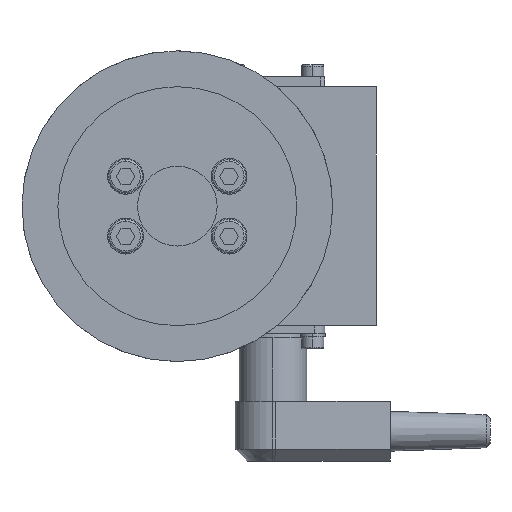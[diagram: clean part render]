
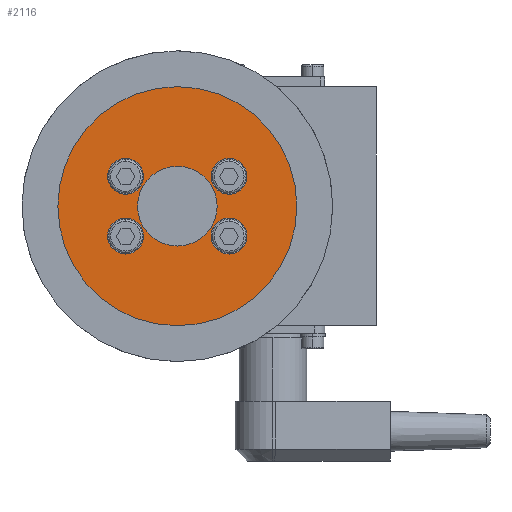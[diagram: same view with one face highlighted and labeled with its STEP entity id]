
A CAD part, left-side view. The second image highlights one B-rep face of the part: STEP entity #2116.
In plain terms, the highlighted planar face has unit normal (-1, 0, 0).
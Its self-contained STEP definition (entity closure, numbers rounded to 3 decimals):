
#524 = DIRECTION ( 'NONE',  ( -1., 0., 0. ) ) ;
#792 = CIRCLE ( 'NONE', #11574, 4.5 ) ;
#960 = CARTESIAN_POINT ( 'NONE',  ( 0., 0., 0. ) ) ;
#1046 = DIRECTION ( 'NONE',  ( 0., 0., 1. ) ) ;
#1677 = VERTEX_POINT ( 'NONE', #3111 ) ;
#1678 = ORIENTED_EDGE ( 'NONE', *, *, #8089, .F. ) ;
#1707 = EDGE_CURVE ( 'NONE', #3735, #8479, #6243, .T. ) ;
#1752 = CIRCLE ( 'NONE', #5168, 10. ) ;
#1759 = CARTESIAN_POINT ( 'NONE',  ( 0., -12.99, -7.5 ) ) ;
#1857 = CARTESIAN_POINT ( 'NONE',  ( 0., 12.99, 3. ) ) ;
#1892 = DIRECTION ( 'NONE',  ( -1., 0., 0. ) ) ;
#1926 = EDGE_CURVE ( 'NONE', #6500, #15389, #15192, .T. ) ;
#2095 = ORIENTED_EDGE ( 'NONE', *, *, #3641, .F. ) ;
#2116 = ADVANCED_FACE ( 'NONE', ( #9794, #14920, #15826, #15987, #13517, #14835 ), #8559, .F. ) ;
#2354 = VERTEX_POINT ( 'NONE', #14054 ) ;
#2460 = CIRCLE ( 'NONE', #14314, 4.5 ) ;
#2461 = ORIENTED_EDGE ( 'NONE', *, *, #1707, .F. ) ;
#2747 = EDGE_LOOP ( 'NONE', ( #11923, #9727 ) ) ;
#2814 = EDGE_CURVE ( 'NONE', #2354, #8976, #5837, .T. ) ;
#2849 = DIRECTION ( 'NONE',  ( -1., 0., 0. ) ) ;
#2955 = DIRECTION ( 'NONE',  ( 0., 0., 1. ) ) ;
#2992 = ORIENTED_EDGE ( 'NONE', *, *, #4070, .F. ) ;
#3111 = CARTESIAN_POINT ( 'NONE',  ( 0., -12.99, 12. ) ) ;
#3115 = DIRECTION ( 'NONE',  ( 0., 0., 1. ) ) ;
#3306 = CARTESIAN_POINT ( 'NONE',  ( 0., 0., 30. ) ) ;
#3358 = DIRECTION ( 'NONE',  ( -1., 0., 0. ) ) ;
#3641 = EDGE_CURVE ( 'NONE', #7976, #1677, #9355, .T. ) ;
#3735 = VERTEX_POINT ( 'NONE', #14260 ) ;
#3757 = DIRECTION ( 'NONE',  ( -1., 0., 0. ) ) ;
#3929 = EDGE_CURVE ( 'NONE', #8976, #2354, #11135, .T. ) ;
#4070 = EDGE_CURVE ( 'NONE', #11558, #5912, #13781, .T. ) ;
#4146 = EDGE_CURVE ( 'NONE', #1677, #7976, #2460, .T. ) ;
#4177 = CARTESIAN_POINT ( 'NONE',  ( 0., 12.99, -12. ) ) ;
#4262 = AXIS2_PLACEMENT_3D ( 'NONE', #1759, #524, #10574 ) ;
#4377 = DIRECTION ( 'NONE',  ( -1., 0., 0. ) ) ;
#4512 = DIRECTION ( 'NONE',  ( -1., 0., 0. ) ) ;
#4853 = CARTESIAN_POINT ( 'NONE',  ( 0., 10., 0. ) ) ;
#4925 = ORIENTED_EDGE ( 'NONE', *, *, #13231, .F. ) ;
#5007 = CARTESIAN_POINT ( 'NONE',  ( 0., 0., 0. ) ) ;
#5168 = AXIS2_PLACEMENT_3D ( 'NONE', #5007, #3757, #11341 ) ;
#5404 = AXIS2_PLACEMENT_3D ( 'NONE', #10740, #14603, #9737 ) ;
#5417 = CIRCLE ( 'NONE', #11204, 4.5 ) ;
#5588 = CARTESIAN_POINT ( 'NONE',  ( 0., 12.99, 7.5 ) ) ;
#5712 = ORIENTED_EDGE ( 'NONE', *, *, #1926, .F. ) ;
#5719 = AXIS2_PLACEMENT_3D ( 'NONE', #960, #4512, #1046 ) ;
#5837 = CIRCLE ( 'NONE', #4262, 4.5 ) ;
#5912 = VERTEX_POINT ( 'NONE', #1857 ) ;
#6101 = CARTESIAN_POINT ( 'NONE',  ( 0., 12.99, -3. ) ) ;
#6108 = EDGE_LOOP ( 'NONE', ( #2992, #15548 ) ) ;
#6203 = CIRCLE ( 'NONE', #5404, 30. ) ;
#6243 = CIRCLE ( 'NONE', #5719, 10. ) ;
#6500 = VERTEX_POINT ( 'NONE', #6101 ) ;
#6568 = CARTESIAN_POINT ( 'NONE',  ( 0., 0., 10. ) ) ;
#7336 = DIRECTION ( 'NONE',  ( 0., 0., -1. ) ) ;
#7467 = CARTESIAN_POINT ( 'NONE',  ( 0., 12.99, -7.5 ) ) ;
#7473 = CARTESIAN_POINT ( 'NONE',  ( 0., -12.99, -7.5 ) ) ;
#7577 = DIRECTION ( 'NONE',  ( 0., 0., 1. ) ) ;
#7976 = VERTEX_POINT ( 'NONE', #14003 ) ;
#8089 = EDGE_CURVE ( 'NONE', #15389, #6500, #792, .T. ) ;
#8224 = CARTESIAN_POINT ( 'NONE',  ( 0., -12.99, 7.5 ) ) ;
#8479 = VERTEX_POINT ( 'NONE', #6568 ) ;
#8559 = PLANE ( 'NONE',  #13350 ) ;
#8869 = DIRECTION ( 'NONE',  ( -1., 0., 0. ) ) ;
#8976 = VERTEX_POINT ( 'NONE', #9327 ) ;
#9327 = CARTESIAN_POINT ( 'NONE',  ( 0., -12.99, -12. ) ) ;
#9355 = CIRCLE ( 'NONE', #11454, 4.5 ) ;
#9554 = DIRECTION ( 'NONE',  ( 1., 0., 0. ) ) ;
#9727 = ORIENTED_EDGE ( 'NONE', *, *, #3929, .F. ) ;
#9737 = DIRECTION ( 'NONE',  ( 0., 0., 1. ) ) ;
#9757 = CARTESIAN_POINT ( 'NONE',  ( 0., 12.99, 12. ) ) ;
#9794 = FACE_BOUND ( 'NONE', #14251, .T. ) ;
#10088 = DIRECTION ( 'NONE',  ( -1., 0., 0. ) ) ;
#10332 = ORIENTED_EDGE ( 'NONE', *, *, #12670, .T. ) ;
#10574 = DIRECTION ( 'NONE',  ( 0., 0., 1. ) ) ;
#10689 = AXIS2_PLACEMENT_3D ( 'NONE', #15656, #4377, #7577 ) ;
#10721 = CARTESIAN_POINT ( 'NONE',  ( 0., 0., -30. ) ) ;
#10740 = CARTESIAN_POINT ( 'NONE',  ( 0., 0., 0. ) ) ;
#10874 = EDGE_LOOP ( 'NONE', ( #4925, #2461 ) ) ;
#11135 = CIRCLE ( 'NONE', #12730, 4.5 ) ;
#11204 = AXIS2_PLACEMENT_3D ( 'NONE', #5588, #3358, #15880 ) ;
#11341 = DIRECTION ( 'NONE',  ( 0., 0., 1. ) ) ;
#11342 = DIRECTION ( 'NONE',  ( 0., 0., 1. ) ) ;
#11449 = ORIENTED_EDGE ( 'NONE', *, *, #4146, .F. ) ;
#11454 = AXIS2_PLACEMENT_3D ( 'NONE', #8224, #14330, #3115 ) ;
#11558 = VERTEX_POINT ( 'NONE', #9757 ) ;
#11574 = AXIS2_PLACEMENT_3D ( 'NONE', #15735, #1892, #2955 ) ;
#11749 = DIRECTION ( 'NONE',  ( 0., 0., 1. ) ) ;
#11832 = CARTESIAN_POINT ( 'NONE',  ( 0., 12.99, 7.5 ) ) ;
#11923 = ORIENTED_EDGE ( 'NONE', *, *, #2814, .F. ) ;
#12055 = EDGE_CURVE ( 'NONE', #12084, #13971, #6203, .T. ) ;
#12084 = VERTEX_POINT ( 'NONE', #3306 ) ;
#12260 = CIRCLE ( 'NONE', #10689, 30. ) ;
#12670 = EDGE_CURVE ( 'NONE', #13971, #12084, #12260, .T. ) ;
#12730 = AXIS2_PLACEMENT_3D ( 'NONE', #7473, #8869, #11342 ) ;
#12819 = AXIS2_PLACEMENT_3D ( 'NONE', #7467, #10088, #16202 ) ;
#12910 = DIRECTION ( 'NONE',  ( 0., 0., 1. ) ) ;
#12971 = EDGE_CURVE ( 'NONE', #5912, #11558, #5417, .T. ) ;
#13071 = DIRECTION ( 'NONE',  ( -1., 0., 0. ) ) ;
#13144 = EDGE_LOOP ( 'NONE', ( #11449, #2095 ) ) ;
#13168 = EDGE_LOOP ( 'NONE', ( #15822, #10332 ) ) ;
#13231 = EDGE_CURVE ( 'NONE', #8479, #3735, #1752, .T. ) ;
#13350 = AXIS2_PLACEMENT_3D ( 'NONE', #4853, #9554, #7336 ) ;
#13517 = FACE_BOUND ( 'NONE', #10874, .T. ) ;
#13781 = CIRCLE ( 'NONE', #14037, 4.5 ) ;
#13971 = VERTEX_POINT ( 'NONE', #10721 ) ;
#14003 = CARTESIAN_POINT ( 'NONE',  ( 0., -12.99, 3. ) ) ;
#14037 = AXIS2_PLACEMENT_3D ( 'NONE', #11832, #13071, #11749 ) ;
#14054 = CARTESIAN_POINT ( 'NONE',  ( 0., -12.99, -3. ) ) ;
#14153 = CARTESIAN_POINT ( 'NONE',  ( 0., -12.99, 7.5 ) ) ;
#14251 = EDGE_LOOP ( 'NONE', ( #5712, #1678 ) ) ;
#14260 = CARTESIAN_POINT ( 'NONE',  ( 0., 0., -10. ) ) ;
#14314 = AXIS2_PLACEMENT_3D ( 'NONE', #14153, #2849, #12910 ) ;
#14330 = DIRECTION ( 'NONE',  ( -1., 0., 0. ) ) ;
#14603 = DIRECTION ( 'NONE',  ( -1., 0., 0. ) ) ;
#14835 = FACE_OUTER_BOUND ( 'NONE', #13168, .T. ) ;
#14920 = FACE_BOUND ( 'NONE', #6108, .T. ) ;
#15192 = CIRCLE ( 'NONE', #12819, 4.5 ) ;
#15389 = VERTEX_POINT ( 'NONE', #4177 ) ;
#15548 = ORIENTED_EDGE ( 'NONE', *, *, #12971, .F. ) ;
#15656 = CARTESIAN_POINT ( 'NONE',  ( 0., 0., 0. ) ) ;
#15735 = CARTESIAN_POINT ( 'NONE',  ( 0., 12.99, -7.5 ) ) ;
#15822 = ORIENTED_EDGE ( 'NONE', *, *, #12055, .T. ) ;
#15826 = FACE_BOUND ( 'NONE', #13144, .T. ) ;
#15880 = DIRECTION ( 'NONE',  ( 0., 0., 1. ) ) ;
#15987 = FACE_BOUND ( 'NONE', #2747, .T. ) ;
#16202 = DIRECTION ( 'NONE',  ( 0., 0., 1. ) ) ;
